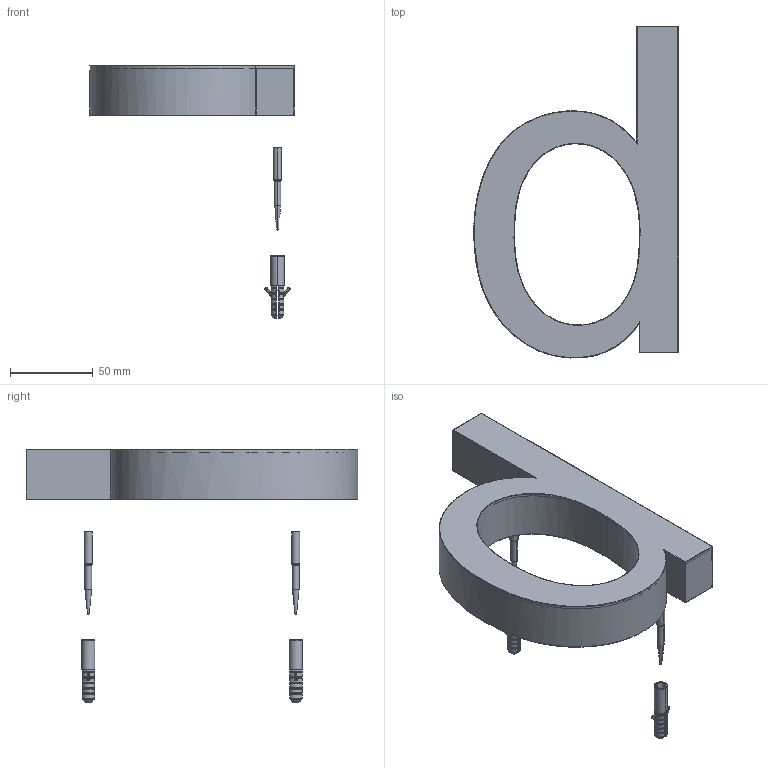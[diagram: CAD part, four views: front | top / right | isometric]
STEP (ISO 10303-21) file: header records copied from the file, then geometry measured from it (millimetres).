
FILE_DESCRIPTION (( 'STEP AP203' ), '1' );
FILE_NAME ('042-HN-D.step', '2017-10-05T09:00:23', ( '' ), ( '' ), 'SwSTEP 2.0', 'SolidWorks 2015', '' );
FILE_SCHEMA (( 'CONFIG_CONTROL_DESIGN' ));
Length unit declared in the file: millimetre
Products named in the file (4): 042-HN-X Teil1_042-HN-D Teil1; 042-HN-X Teil2_042-HN-X Teil2; 042-HN-X Teil3_042-HN-X Teil3; 042-HN-D
Assembly tree (5 placements, depth 2):
  042-HN-D
    042-HN-X Teil1_042-HN-D Teil1
    042-HN-X Teil2_042-HN-X Teil2  x2
    042-HN-X Teil3_042-HN-X Teil3  x2
Bounding box: 123.13 x 200.01 x 152.73 mm (x, y, z)
Volume: 39224.5 mm3; surface area: 80559.5 mm2
Topology: 5 solids, 5 shells, 1129 faces, 2891 edges, 1774 vertices
Faces by surface type: cylinder 301, bspline 267, plane 257, torus 168, sphere 112, cone 24
Entity records: 28983 total; most frequent: CARTESIAN_POINT 13181, ORIENTED_EDGE 3514, DIRECTION 2796, EDGE_CURVE 1757, VERTEX_POINT 1098, AXIS2_PLACEMENT_3D 1062, EDGE_LOOP 729, ADVANCED_FACE 691
